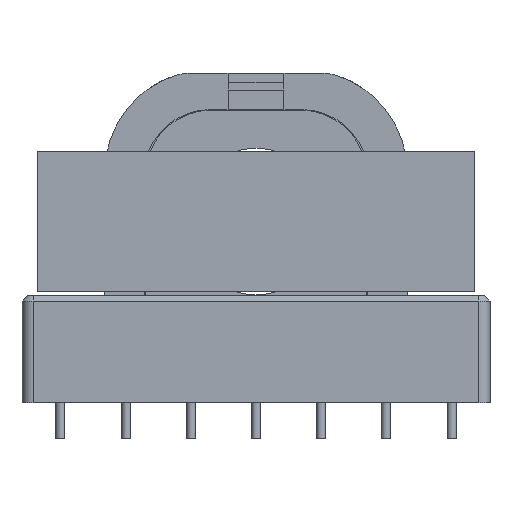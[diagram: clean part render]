
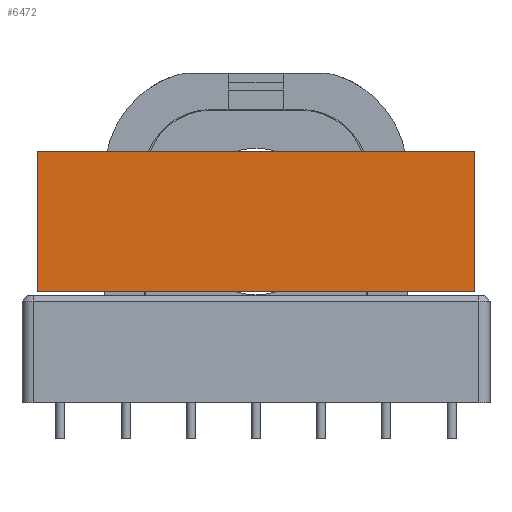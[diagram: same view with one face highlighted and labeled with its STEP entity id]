
A CAD part, left-side view. The second image highlights one B-rep face of the part: STEP entity #6472.
In plain terms, the highlighted face is planar.
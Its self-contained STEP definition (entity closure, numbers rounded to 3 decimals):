
#52=LINE('',#10873,#799);
#55=LINE('',#10879,#802);
#56=LINE('',#10882,#803);
#57=LINE('',#10883,#804);
#799=VECTOR('',#8950,1000.);
#802=VECTOR('',#8955,1000.);
#803=VECTOR('',#8956,1000.);
#804=VECTOR('',#8957,1000.);
#1654=ORIENTED_EDGE('',*,*,#3583,.T.);
#1655=ORIENTED_EDGE('',*,*,#3584,.T.);
#1656=ORIENTED_EDGE('',*,*,#3580,.T.);
#1657=ORIENTED_EDGE('',*,*,#3585,.T.);
#3580=EDGE_CURVE('',#4545,#4546,#52,.T.);
#3583=EDGE_CURVE('',#4547,#4548,#55,.T.);
#3584=EDGE_CURVE('',#4548,#4545,#56,.T.);
#3585=EDGE_CURVE('',#4546,#4547,#57,.T.);
#4545=VERTEX_POINT('',#10874);
#4546=VERTEX_POINT('',#10875);
#4547=VERTEX_POINT('',#10880);
#4548=VERTEX_POINT('',#10881);
#5385=EDGE_LOOP('',(#1654,#1655,#1656,#1657));
#5799=FACE_BOUND('',#5385,.T.);
#6210=PLANE('',#8346);
#6472=ADVANCED_FACE('',(#5799),#6210,.T.);
#8346=AXIS2_PLACEMENT_3D('',#10878,#8953,#8954);
#8950=DIRECTION('',(-1.,0.,0.));
#8953=DIRECTION('',(0.,0.,-1.));
#8954=DIRECTION('',(-1.,0.,0.));
#8955=DIRECTION('',(1.,0.,0.));
#8956=DIRECTION('',(0.,-1.,0.));
#8957=DIRECTION('',(0.,1.,0.));
#10873=CARTESIAN_POINT('',(6.29,-19.55,-19.8));
#10874=CARTESIAN_POINT('',(6.29,-19.55,-19.8));
#10875=CARTESIAN_POINT('',(-6.29,-19.55,-19.8));
#10878=CARTESIAN_POINT('',(0.,0.,-19.8));
#10879=CARTESIAN_POINT('',(-6.29,19.55,-19.8));
#10880=CARTESIAN_POINT('',(-6.29,19.55,-19.8));
#10881=CARTESIAN_POINT('',(6.29,19.55,-19.8));
#10882=CARTESIAN_POINT('',(6.29,19.55,-19.8));
#10883=CARTESIAN_POINT('',(-6.29,-19.55,-19.8));
